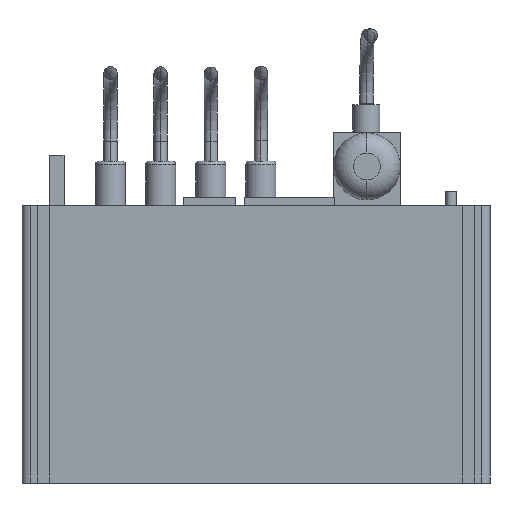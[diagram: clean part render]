
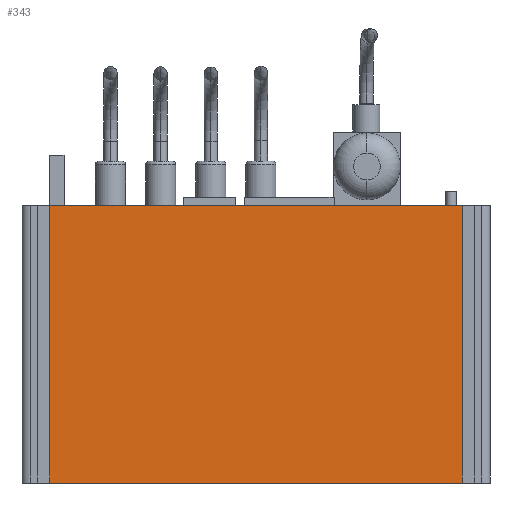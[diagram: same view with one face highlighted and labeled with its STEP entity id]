
A CAD part, front view. The second image highlights one B-rep face of the part: STEP entity #343.
In plain terms, the highlighted planar face has unit normal (0, -1, 0).
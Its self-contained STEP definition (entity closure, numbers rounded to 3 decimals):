
#240 = EDGE_LOOP ( 'NONE', ( #2948, #8084, #4289, #5265 ) ) ;
#250 = FACE_OUTER_BOUND ( 'NONE', #240, .T. ) ;
#343 = ADVANCED_FACE ( 'NONE', ( #250 ), #3844, .F. ) ;
#377 = EDGE_CURVE ( 'NONE', #8523, #4297, #581, .T. ) ;
#503 = EDGE_CURVE ( 'NONE', #4297, #1828, #1816, .T. ) ;
#538 = DIRECTION ( 'NONE',  ( 0., 0., -1. ) ) ;
#581 = LINE ( 'NONE', #1128, #6193 ) ;
#1022 = CARTESIAN_POINT ( 'NONE',  ( 171.601, -72.647, 0. ) ) ;
#1128 = CARTESIAN_POINT ( 'NONE',  ( -75.399, -72.647, 166. ) ) ;
#1566 = VECTOR ( 'NONE', #538, 1000. ) ;
#1674 = CARTESIAN_POINT ( 'NONE',  ( -75.399, -72.647, 166. ) ) ;
#1732 = DIRECTION ( 'NONE',  ( 1., 0., 0. ) ) ;
#1816 = LINE ( 'NONE', #5932, #2656 ) ;
#1825 = DIRECTION ( 'NONE',  ( 1., 0., 0. ) ) ;
#1828 = VERTEX_POINT ( 'NONE', #1022 ) ;
#2256 = AXIS2_PLACEMENT_3D ( 'NONE', #5050, #7123, #8456 ) ;
#2656 = VECTOR ( 'NONE', #3974, 1000. ) ;
#2948 = ORIENTED_EDGE ( 'NONE', *, *, #8552, .T. ) ;
#3326 = VECTOR ( 'NONE', #1732, 1000. ) ;
#3844 = PLANE ( 'NONE',  #2256 ) ;
#3974 = DIRECTION ( 'NONE',  ( 0., 0., -1. ) ) ;
#4289 = ORIENTED_EDGE ( 'NONE', *, *, #377, .F. ) ;
#4297 = VERTEX_POINT ( 'NONE', #5376 ) ;
#4388 = CARTESIAN_POINT ( 'NONE',  ( -75.399, -72.647, 0. ) ) ;
#4519 = CARTESIAN_POINT ( 'NONE',  ( -75.399, -72.647, 166. ) ) ;
#5050 = CARTESIAN_POINT ( 'NONE',  ( -75.399, -72.647, 166. ) ) ;
#5265 = ORIENTED_EDGE ( 'NONE', *, *, #7976, .T. ) ;
#5376 = CARTESIAN_POINT ( 'NONE',  ( 171.601, -72.647, 166. ) ) ;
#5584 = CARTESIAN_POINT ( 'NONE',  ( -75.399, -72.647, 0. ) ) ;
#5932 = CARTESIAN_POINT ( 'NONE',  ( 171.601, -72.647, 166. ) ) ;
#6146 = LINE ( 'NONE', #4388, #3326 ) ;
#6193 = VECTOR ( 'NONE', #1825, 1000. ) ;
#6862 = VERTEX_POINT ( 'NONE', #5584 ) ;
#7123 = DIRECTION ( 'NONE',  ( 0., 1., 0. ) ) ;
#7976 = EDGE_CURVE ( 'NONE', #8523, #6862, #8228, .T. ) ;
#8084 = ORIENTED_EDGE ( 'NONE', *, *, #503, .F. ) ;
#8228 = LINE ( 'NONE', #4519, #1566 ) ;
#8456 = DIRECTION ( 'NONE',  ( 0., 0., 1. ) ) ;
#8523 = VERTEX_POINT ( 'NONE', #1674 ) ;
#8552 = EDGE_CURVE ( 'NONE', #6862, #1828, #6146, .T. ) ;
